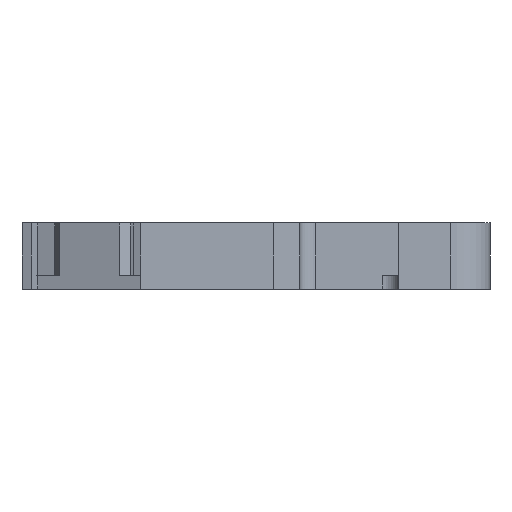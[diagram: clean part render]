
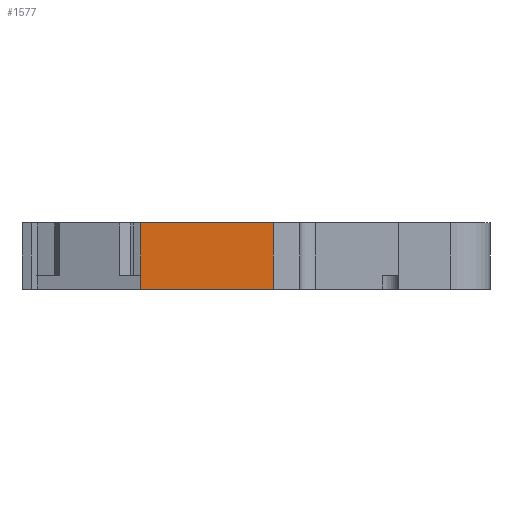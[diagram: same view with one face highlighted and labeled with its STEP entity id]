
A CAD part, left-side view. The second image highlights one B-rep face of the part: STEP entity #1577.
In plain terms, the highlighted planar face has unit normal (-1, 0, 0).
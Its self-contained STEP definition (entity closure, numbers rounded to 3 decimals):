
#175 = VECTOR ( 'NONE', #10922, 1000. ) ;
#411 = ORIENTED_EDGE ( 'NONE', *, *, #4689, .T. ) ;
#505 = DIRECTION ( 'NONE',  ( -1., 0., 0. ) ) ;
#893 = CARTESIAN_POINT ( 'NONE',  ( -60.95, 19.5, 0. ) ) ;
#1577 = ADVANCED_FACE ( 'NONE', ( #14856 ), #13052, .T. ) ;
#1665 = VERTEX_POINT ( 'NONE', #13411 ) ;
#1955 = LINE ( 'NONE', #893, #2333 ) ;
#2167 = ORIENTED_EDGE ( 'NONE', *, *, #3974, .F. ) ;
#2333 = VECTOR ( 'NONE', #13416, 1000. ) ;
#3157 = CARTESIAN_POINT ( 'NONE',  ( -60.95, 19.5, 0. ) ) ;
#3274 = CARTESIAN_POINT ( 'NONE',  ( -60.95, 19.5, 5. ) ) ;
#3293 = VERTEX_POINT ( 'NONE', #3157 ) ;
#3348 = EDGE_LOOP ( 'NONE', ( #4480, #14465, #411, #2167 ) ) ;
#3851 = VECTOR ( 'NONE', #8896, 1000. ) ;
#3974 = EDGE_CURVE ( 'NONE', #9819, #1665, #12186, .T. ) ;
#4159 = EDGE_CURVE ( 'NONE', #10010, #3293, #10092, .T. ) ;
#4262 = EDGE_CURVE ( 'NONE', #9819, #10010, #9906, .T. ) ;
#4480 = ORIENTED_EDGE ( 'NONE', *, *, #4262, .T. ) ;
#4689 = EDGE_CURVE ( 'NONE', #3293, #1665, #1955, .T. ) ;
#6247 = VECTOR ( 'NONE', #7097, 1000. ) ;
#6455 = CARTESIAN_POINT ( 'NONE',  ( -60.95, 9.5, 5. ) ) ;
#7097 = DIRECTION ( 'NONE',  ( 0., 0., -1. ) ) ;
#7538 = CARTESIAN_POINT ( 'NONE',  ( -60.95, 19.5, 5. ) ) ;
#8638 = DIRECTION ( 'NONE',  ( 0., 0., 1. ) ) ;
#8896 = DIRECTION ( 'NONE',  ( 0., 1., 0. ) ) ;
#9516 = CARTESIAN_POINT ( 'NONE',  ( -60.95, 19.5, 5. ) ) ;
#9819 = VERTEX_POINT ( 'NONE', #6455 ) ;
#9906 = LINE ( 'NONE', #9965, #3851 ) ;
#9965 = CARTESIAN_POINT ( 'NONE',  ( -60.95, 19.5, 5. ) ) ;
#10010 = VERTEX_POINT ( 'NONE', #3274 ) ;
#10092 = LINE ( 'NONE', #7538, #175 ) ;
#10922 = DIRECTION ( 'NONE',  ( 0., 0., -1. ) ) ;
#12186 = LINE ( 'NONE', #13818, #6247 ) ;
#13052 = PLANE ( 'NONE',  #14374 ) ;
#13411 = CARTESIAN_POINT ( 'NONE',  ( -60.95, 9.5, 0. ) ) ;
#13416 = DIRECTION ( 'NONE',  ( 0., -1., 0. ) ) ;
#13818 = CARTESIAN_POINT ( 'NONE',  ( -60.95, 9.5, 5. ) ) ;
#14374 = AXIS2_PLACEMENT_3D ( 'NONE', #9516, #505, #8638 ) ;
#14465 = ORIENTED_EDGE ( 'NONE', *, *, #4159, .T. ) ;
#14856 = FACE_OUTER_BOUND ( 'NONE', #3348, .T. ) ;
